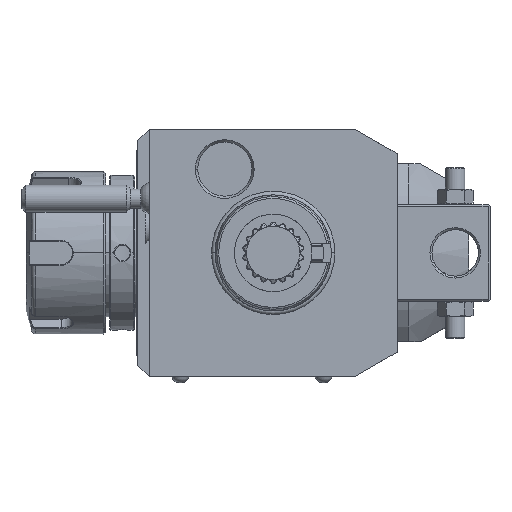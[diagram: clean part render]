
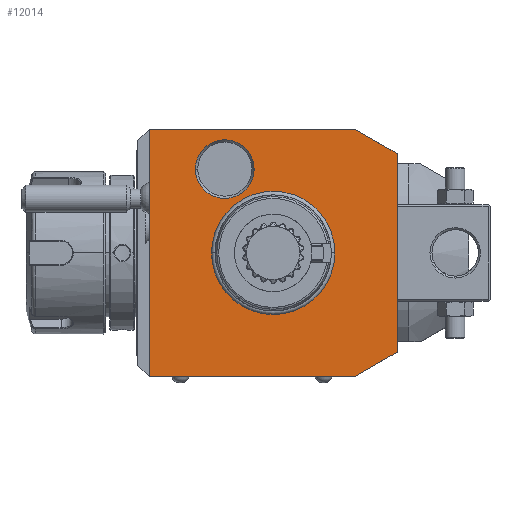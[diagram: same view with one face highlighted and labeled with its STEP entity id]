
A CAD part, front view. The second image highlights one B-rep face of the part: STEP entity #12014.
In plain terms, the highlighted planar face has unit normal (0, -1, 0).
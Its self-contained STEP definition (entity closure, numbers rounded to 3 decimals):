
#1=DIRECTION('',(0.866,0.,0.5));
#2=VECTOR('',#1,12.702);
#3=CARTESIAN_POINT('',(21.,0.,-32.));
#4=LINE('',#3,#2);
#5=DIRECTION('',(1.,0.,0.));
#6=VECTOR('',#5,53.);
#7=CARTESIAN_POINT('',(-32.,0.,-32.));
#8=LINE('',#7,#6);
#9=DIRECTION('',(0.,0.,-1.));
#10=VECTOR('',#9,64.);
#11=CARTESIAN_POINT('',(-32.,0.,32.));
#12=LINE('',#11,#10);
#13=DIRECTION('',(-1.,0.,0.));
#14=VECTOR('',#13,53.);
#15=CARTESIAN_POINT('',(21.,0.,32.));
#16=LINE('',#15,#14);
#17=DIRECTION('',(-0.866,0.,0.5));
#18=VECTOR('',#17,12.702);
#19=CARTESIAN_POINT('',(32.,0.,25.649));
#20=LINE('',#19,#18);
#21=DIRECTION('',(0.,0.,1.));
#22=VECTOR('',#21,51.298);
#23=CARTESIAN_POINT('',(32.,0.,-25.649));
#24=LINE('',#23,#22);
#25=CARTESIAN_POINT('',(-12.5,0.,21.651));
#26=DIRECTION('',(0.,1.,0.));
#27=DIRECTION('',(1.,0.,0.));
#28=AXIS2_PLACEMENT_3D('',#25,#26,#27);
#30=CARTESIAN_POINT('',(-12.5,0.,21.651));
#31=DIRECTION('',(0.,1.,0.));
#32=DIRECTION('',(-1.,0.,0.));
#33=AXIS2_PLACEMENT_3D('',#30,#31,#32);
#7158=CARTESIAN_POINT('',(0.,0.,0.));
#7159=DIRECTION('',(0.,-1.,0.));
#7160=DIRECTION('',(1.,0.,0.));
#7161=AXIS2_PLACEMENT_3D('',#7158,#7159,#7160);
#7163=CARTESIAN_POINT('',(0.,0.,0.));
#7164=DIRECTION('',(0.,-1.,0.));
#7165=DIRECTION('',(-1.,0.,0.));
#7166=AXIS2_PLACEMENT_3D('',#7163,#7164,#7165);
#10815=CARTESIAN_POINT('',(-4.923,0.,
21.651));
#10816=CARTESIAN_POINT('',(-20.077,0.,
21.651));
#10817=VERTEX_POINT('',#10815);
#10818=VERTEX_POINT('',#10816);
#11619=CARTESIAN_POINT('',(21.,0.,-32.));
#11620=CARTESIAN_POINT('',(32.,0.,-25.649));
#11621=VERTEX_POINT('',#11619);
#11622=VERTEX_POINT('',#11620);
#11623=CARTESIAN_POINT('',(32.,0.,25.649));
#11624=VERTEX_POINT('',#11623);
#11625=CARTESIAN_POINT('',(21.,0.,32.));
#11626=VERTEX_POINT('',#11625);
#11627=CARTESIAN_POINT('',(-32.,0.,32.));
#11628=VERTEX_POINT('',#11627);
#11629=CARTESIAN_POINT('',(-32.,0.,-32.));
#11630=VERTEX_POINT('',#11629);
#11859=CARTESIAN_POINT('',(15.783,0.,0.));
#11860=CARTESIAN_POINT('',(-15.783,0.,0.));
#11861=VERTEX_POINT('',#11859);
#11862=VERTEX_POINT('',#11860);
#11983=CARTESIAN_POINT('',(0.,0.,0.));
#11984=DIRECTION('',(0.,-1.,0.));
#11985=DIRECTION('',(-1.,0.,0.));
#11986=AXIS2_PLACEMENT_3D('',#11983,#11984,#11985);
#11987=PLANE('',#11986);
#11989=ORIENTED_EDGE('',*,*,#11988,.F.);
#11991=ORIENTED_EDGE('',*,*,#11990,.F.);
#11993=ORIENTED_EDGE('',*,*,#11992,.F.);
#11995=ORIENTED_EDGE('',*,*,#11994,.F.);
#11997=ORIENTED_EDGE('',*,*,#11996,.F.);
#11999=ORIENTED_EDGE('',*,*,#11998,.F.);
#12000=EDGE_LOOP('',(#11989,#11991,#11993,#11995,#11997,#11999));
#12001=FACE_OUTER_BOUND('',#12000,.F.);
#12003=ORIENTED_EDGE('',*,*,#12002,.T.);
#12005=ORIENTED_EDGE('',*,*,#12004,.T.);
#12006=EDGE_LOOP('',(#12003,#12005));
#12007=FACE_BOUND('',#12006,.F.);
#12009=ORIENTED_EDGE('',*,*,#12008,.F.);
#12011=ORIENTED_EDGE('',*,*,#12010,.F.);
#12012=EDGE_LOOP('',(#12009,#12011));
#12013=FACE_BOUND('',#12012,.F.);
#29=CIRCLE('',#28,7.577);
#34=CIRCLE('',#33,7.577);
#7162=CIRCLE('',#7161,15.783);
#7167=CIRCLE('',#7166,15.783);
#11988=EDGE_CURVE('',#11621,#11622,#4,.T.);
#11990=EDGE_CURVE('',#11630,#11621,#8,.T.);
#11992=EDGE_CURVE('',#11628,#11630,#12,.T.);
#11994=EDGE_CURVE('',#11626,#11628,#16,.T.);
#11996=EDGE_CURVE('',#11624,#11626,#20,.T.);
#11998=EDGE_CURVE('',#11622,#11624,#24,.T.);
#12002=EDGE_CURVE('',#11861,#11862,#7162,.T.);
#12004=EDGE_CURVE('',#11862,#11861,#7167,.T.);
#12008=EDGE_CURVE('',#10817,#10818,#29,.T.);
#12010=EDGE_CURVE('',#10818,#10817,#34,.T.);
#12014=ADVANCED_FACE('',(#12001,#12007,#12013),#11987,.T.);
